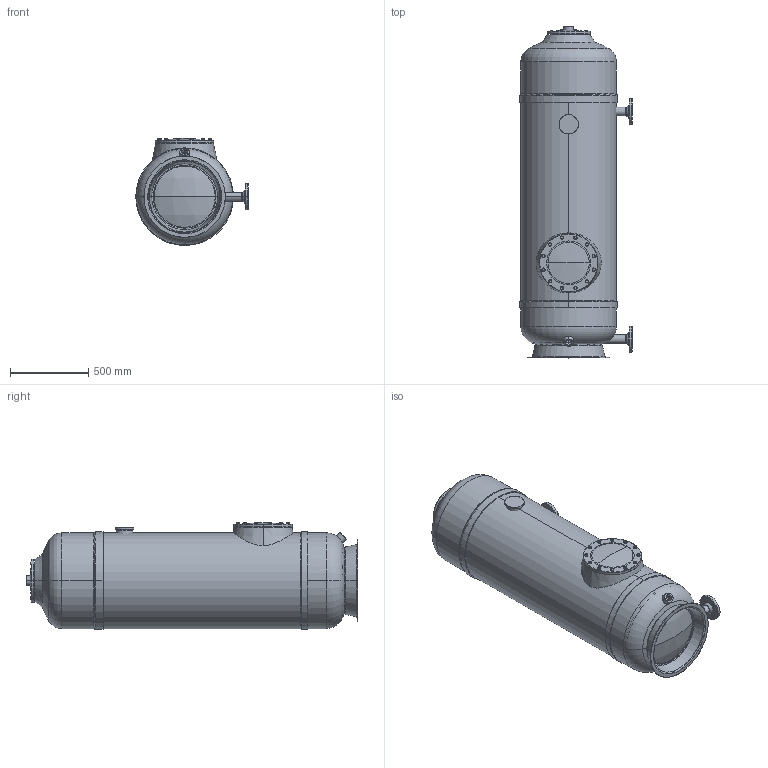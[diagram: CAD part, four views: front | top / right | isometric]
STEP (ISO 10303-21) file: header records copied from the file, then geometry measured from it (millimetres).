
FILE_DESCRIPTION (( 'STEP AP214' ), '1' );
FILE_NAME ('balearic60c.STEP', '2021-01-05T13:04:44', ( '' ), ( '' ), 'SwSTEP 2.0', 'SolidWorks 2019', '' );
FILE_SCHEMA (( 'AUTOMOTIVE_DESIGN' ));
Length unit declared in the file: millimetre
Products named in the file (1): balearic60c
Bounding box: 716.19 x 2115.44 x 682.28 mm (x, y, z)
Surface area: 9932322.8 mm2 (no closed solid volume)
Topology: 0 solids, 64 shells, 891 faces, 1933 edges, 1188 vertices
Faces by surface type: cylinder 297, plane 281, cone 217, torus 76, sphere 16, bspline 4
Entity records: 41106 total; most frequent: CARTESIAN_POINT 11246, DIRECTION 4215, ORIENTED_EDGE 3800, EDGE_CURVE 1917, AXIS2_PLACEMENT_3D 1794, VERTEX_POINT 1188, EDGE_LOOP 1064, UNCERTAINTY_MEASURE_WITH_UNIT 948
